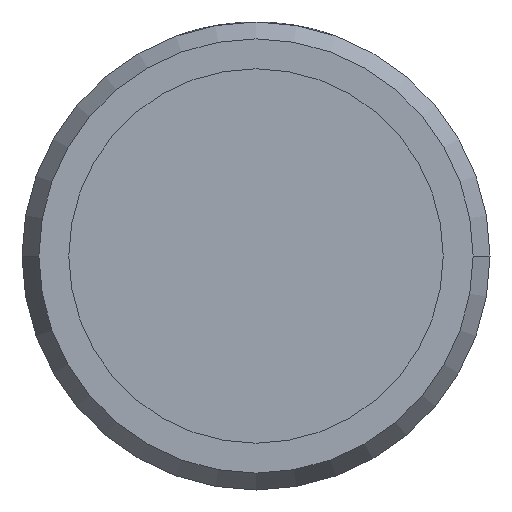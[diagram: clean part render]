
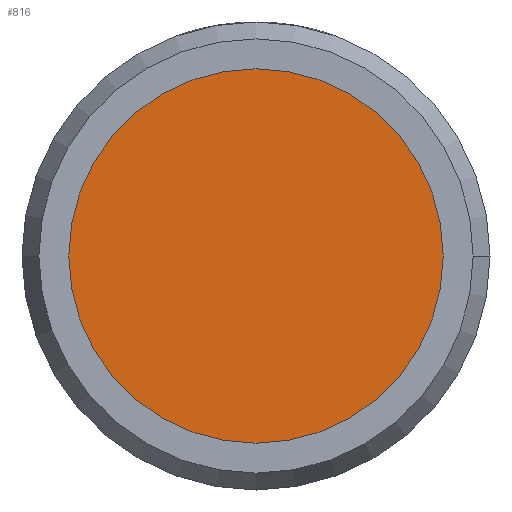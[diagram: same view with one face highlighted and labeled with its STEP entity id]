
A CAD part, front view. The second image highlights one B-rep face of the part: STEP entity #816.
In plain terms, the highlighted planar face has unit normal (0, -1, 0).
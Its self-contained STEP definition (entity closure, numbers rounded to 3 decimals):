
#276=CARTESIAN_POINT('',(0.,-4.,0.));
#277=DIRECTION('',(0.,-1.,0.));
#278=DIRECTION('',(-1.,0.,0.));
#279=AXIS2_PLACEMENT_3D('',#276,#277,#278);
#281=CARTESIAN_POINT('',(0.,-4.,0.));
#282=DIRECTION('',(0.,1.,0.));
#283=DIRECTION('',(-1.,0.,0.));
#284=AXIS2_PLACEMENT_3D('',#281,#282,#283);
#328=CARTESIAN_POINT('',(-3.2,-4.,0.));
#329=CARTESIAN_POINT('',(3.2,-4.,0.));
#330=VERTEX_POINT('',#328);
#331=VERTEX_POINT('',#329);
#807=CARTESIAN_POINT('',(0.,-4.,0.));
#808=DIRECTION('',(0.,1.,0.));
#809=DIRECTION('',(1.,0.,0.));
#810=AXIS2_PLACEMENT_3D('',#807,#808,#809);
#811=PLANE('',#810);
#812=ORIENTED_EDGE('',*,*,#794,.F.);
#813=ORIENTED_EDGE('',*,*,#773,.T.);
#814=EDGE_LOOP('',(#812,#813));
#815=FACE_OUTER_BOUND('',#814,.F.);
#816=ADVANCED_FACE('',(#815),#811,.F.);
#280=CIRCLE('',#279,3.2);
#285=CIRCLE('',#284,3.2);
#773=EDGE_CURVE('',#330,#331,#285,.T.);
#794=EDGE_CURVE('',#330,#331,#280,.T.);
